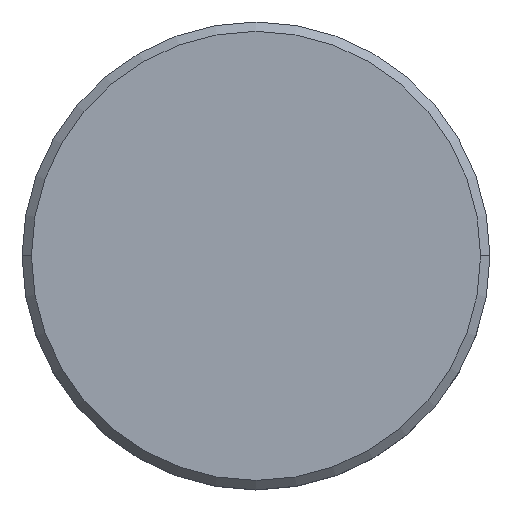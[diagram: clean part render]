
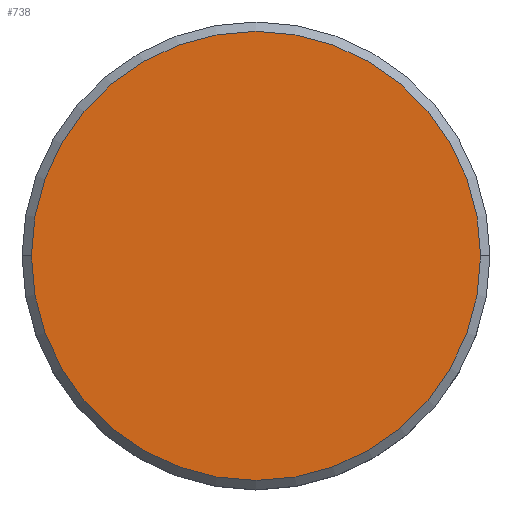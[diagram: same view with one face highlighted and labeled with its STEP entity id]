
A CAD part, top view. The second image highlights one B-rep face of the part: STEP entity #738.
In plain terms, the highlighted planar face has unit normal (0, 0, 1).
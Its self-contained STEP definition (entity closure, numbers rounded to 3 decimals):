
#29 = ORIENTED_EDGE ( 'NONE', *, *, #566, .T. ) ;
#53 = DIRECTION ( 'NONE',  ( 1., 0., 0. ) ) ;
#58 = DIRECTION ( 'NONE',  ( 0., 0., 1. ) ) ;
#115 = PLANE ( 'NONE',  #977 ) ;
#147 = EDGE_LOOP ( 'NONE', ( #29, #879 ) ) ;
#169 = VERTEX_POINT ( 'NONE', #201 ) ;
#192 = DIRECTION ( 'NONE',  ( 1., 0., 0. ) ) ;
#195 = CIRCLE ( 'NONE', #955, 12. ) ;
#201 = CARTESIAN_POINT ( 'NONE',  ( 12., 0., 0. ) ) ;
#208 = CARTESIAN_POINT ( 'NONE',  ( 0., 0., 0. ) ) ;
#270 = DIRECTION ( 'NONE',  ( 1., 0., 0. ) ) ;
#503 = VERTEX_POINT ( 'NONE', #519 ) ;
#519 = CARTESIAN_POINT ( 'NONE',  ( -12., 0., 0. ) ) ;
#566 = EDGE_CURVE ( 'NONE', #503, #169, #195, .T. ) ;
#612 = CARTESIAN_POINT ( 'NONE',  ( 0., 0., 0. ) ) ;
#738 = ADVANCED_FACE ( 'NONE', ( #936 ), #115, .T. ) ;
#862 = AXIS2_PLACEMENT_3D ( 'NONE', #612, #1181, #270 ) ;
#867 = CARTESIAN_POINT ( 'NONE',  ( 0., 0., 0. ) ) ;
#879 = ORIENTED_EDGE ( 'NONE', *, *, #1137, .T. ) ;
#936 = FACE_OUTER_BOUND ( 'NONE', #147, .T. ) ;
#955 = AXIS2_PLACEMENT_3D ( 'NONE', #867, #58, #53 ) ;
#977 = AXIS2_PLACEMENT_3D ( 'NONE', #208, #1122, #192 ) ;
#1076 = CIRCLE ( 'NONE', #862, 12. ) ;
#1122 = DIRECTION ( 'NONE',  ( 0., 0., 1. ) ) ;
#1137 = EDGE_CURVE ( 'NONE', #169, #503, #1076, .T. ) ;
#1181 = DIRECTION ( 'NONE',  ( 0., 0., 1. ) ) ;
